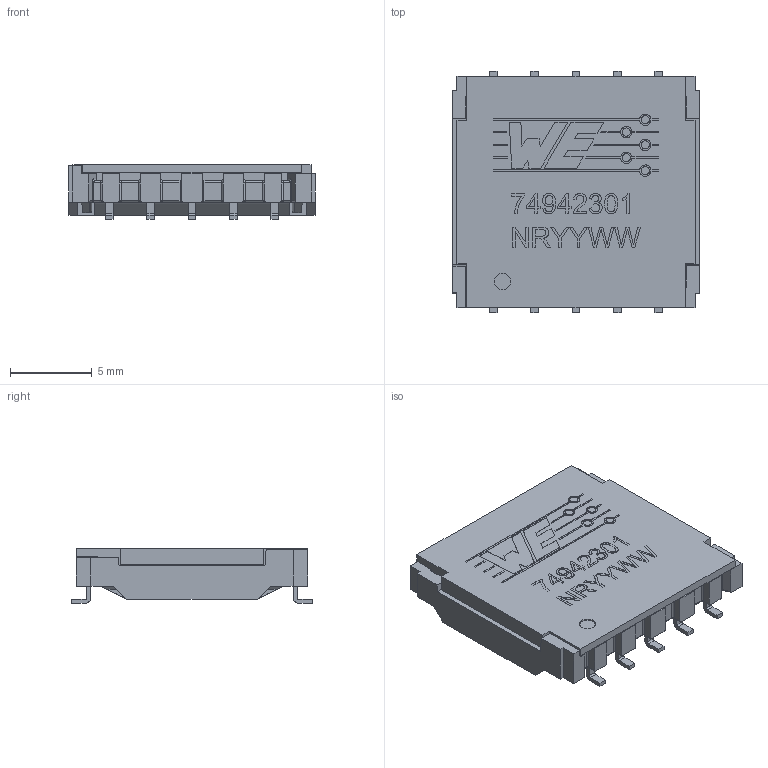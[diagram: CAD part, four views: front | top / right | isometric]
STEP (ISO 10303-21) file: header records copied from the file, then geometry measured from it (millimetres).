
FILE_DESCRIPTION(/* description */ ('Unknown'),/* implementation_level */ '2;1');
FILE_NAME(/* name */ '74942301',/* time_stamp */ '2020-09-03T11:43:35+02:00',/* author */ ('Unknown'),/* organization */ ('Unknown'),/* preprocessor_version */ 'ST-DEVELOPER v16.7',/* originating_system */ 'DEX',/* authorisation */ $);
FILE_SCHEMA (('AUTOMOTIVE_DESIGN {1 0 10303 214 3 1 1}'));
Length unit declared in the file: millimetre
Products named in the file (3): 74942301; case-B; base
Assembly tree (2 placements, depth 2):
  74942301
    case-B
    base
Bounding box: 15.1 x 14.8 x 3.35 mm (x, y, z)
Volume: 335.9 mm3; surface area: 1276.4 mm2
Topology: 2 solids, 2 shells, 847 faces, 2248 edges, 1414 vertices
Faces by surface type: plane 496, cylinder 210, bspline 85, torus 52, sphere 4
Full cylindrical faces by diameter (mm): 0.5 x5, 1 x1
Entity records: 33742 total; most frequent: CARTESIAN_POINT 7806, ORIENTED_EDGE 4422, DIRECTION 3689, EDGE_CURVE 2211, VERTEX_POINT 1414, LINE 1363, VECTOR 1363, AXIS2_PLACEMENT_3D 1163
